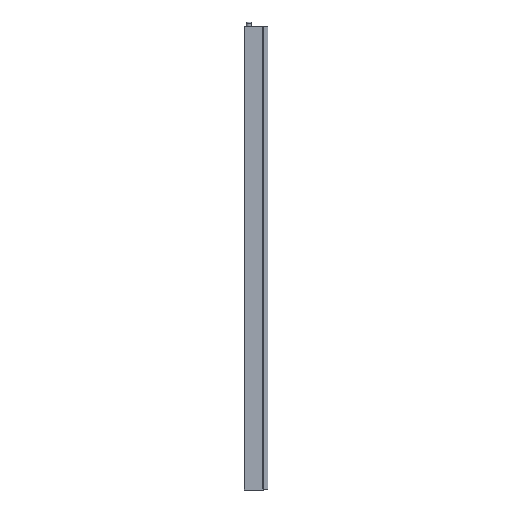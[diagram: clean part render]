
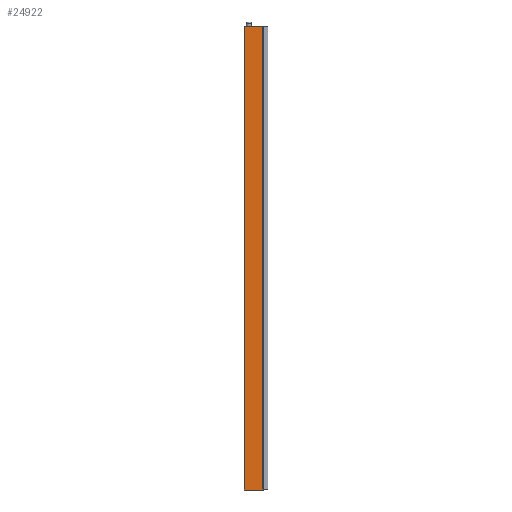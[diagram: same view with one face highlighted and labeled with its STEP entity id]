
A CAD part, left-side view. The second image highlights one B-rep face of the part: STEP entity #24922.
In plain terms, the highlighted planar face has unit normal (-1, 0.003, 0).
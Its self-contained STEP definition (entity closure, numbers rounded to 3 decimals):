
#1185 = ORIENTED_EDGE ( 'NONE', *, *, #25583, .T. ) ;
#2345 = DIRECTION ( 'NONE',  ( 0.003, 1., 0. ) ) ;
#3384 = VECTOR ( 'NONE', #6755, 1000. ) ;
#4323 = FACE_OUTER_BOUND ( 'NONE', #28979, .T. ) ;
#4753 = CARTESIAN_POINT ( 'NONE',  ( -6.4, 0.002, 0. ) ) ;
#5041 = VECTOR ( 'NONE', #14709, 1000. ) ;
#6384 = VERTEX_POINT ( 'NONE', #11076 ) ;
#6755 = DIRECTION ( 'NONE',  ( 0., 0., -1. ) ) ;
#6931 = CARTESIAN_POINT ( 'NONE',  ( -6.401, -0.198, 0. ) ) ;
#6944 = DIRECTION ( 'NONE',  ( 0.003, 1., 0. ) ) ;
#7237 = VECTOR ( 'NONE', #9778, 1000. ) ;
#7391 = LINE ( 'NONE', #33638, #26430 ) ;
#8465 = ORIENTED_EDGE ( 'NONE', *, *, #14425, .T. ) ;
#9586 = LINE ( 'NONE', #4753, #7237 ) ;
#9778 = DIRECTION ( 'NONE',  ( 0.003, 1., 0. ) ) ;
#11076 = CARTESIAN_POINT ( 'NONE',  ( -6.498, -29.5, -750. ) ) ;
#12151 = DIRECTION ( 'NONE',  ( 1., -0.003, 0. ) ) ;
#12161 = AXIS2_PLACEMENT_3D ( 'NONE', #26119, #12151, #6944 ) ;
#14373 = VERTEX_POINT ( 'NONE', #22708 ) ;
#14425 = EDGE_CURVE ( 'NONE', #26746, #17135, #9586, .T. ) ;
#14709 = DIRECTION ( 'NONE',  ( 0., 0., 1. ) ) ;
#15318 = PLANE ( 'NONE',  #12161 ) ;
#17135 = VERTEX_POINT ( 'NONE', #6931 ) ;
#20648 = CARTESIAN_POINT ( 'NONE',  ( -6.498, -29.5, -750. ) ) ;
#21455 = EDGE_CURVE ( 'NONE', #6384, #14373, #7391, .T. ) ;
#22708 = CARTESIAN_POINT ( 'NONE',  ( -6.401, -0.198, -750. ) ) ;
#23445 = LINE ( 'NONE', #20648, #5041 ) ;
#24922 = ADVANCED_FACE ( 'NONE', ( #4323 ), #15318, .F. ) ;
#25583 = EDGE_CURVE ( 'NONE', #6384, #26746, #23445, .T. ) ;
#26119 = CARTESIAN_POINT ( 'NONE',  ( -6.4, 0.002, -750. ) ) ;
#26430 = VECTOR ( 'NONE', #2345, 1000. ) ;
#26746 = VERTEX_POINT ( 'NONE', #27055 ) ;
#26850 = CARTESIAN_POINT ( 'NONE',  ( -6.401, -0.198, -750. ) ) ;
#27055 = CARTESIAN_POINT ( 'NONE',  ( -6.498, -29.5, 0. ) ) ;
#28979 = EDGE_LOOP ( 'NONE', ( #8465, #36189, #31639, #1185 ) ) ;
#31639 = ORIENTED_EDGE ( 'NONE', *, *, #21455, .F. ) ;
#31996 = EDGE_CURVE ( 'NONE', #17135, #14373, #32262, .T. ) ;
#32262 = LINE ( 'NONE', #26850, #3384 ) ;
#33638 = CARTESIAN_POINT ( 'NONE',  ( -6.4, 0.002, -750. ) ) ;
#36189 = ORIENTED_EDGE ( 'NONE', *, *, #31996, .T. ) ;
